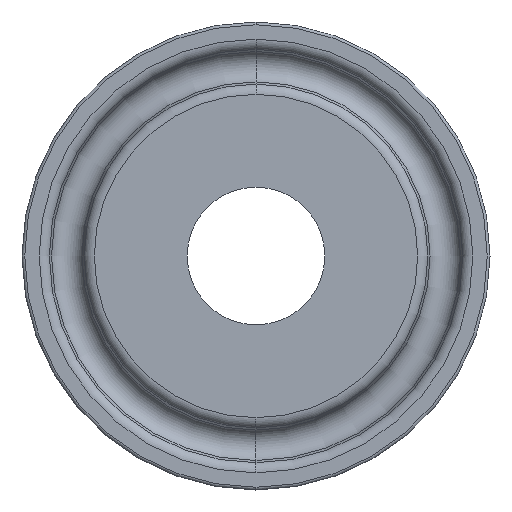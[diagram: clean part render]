
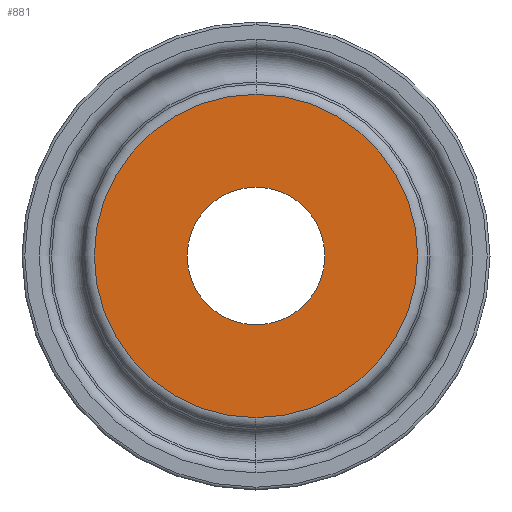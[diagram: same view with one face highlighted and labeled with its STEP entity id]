
A CAD part, left-side view. The second image highlights one B-rep face of the part: STEP entity #881.
In plain terms, the highlighted planar face has unit normal (-1, 0, 0).
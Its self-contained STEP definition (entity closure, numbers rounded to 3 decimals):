
#16 = CIRCLE ( 'NONE', #348, 11.747 ) ;
#30 = DIRECTION ( 'NONE',  ( 0., 0., 1. ) ) ;
#55 = EDGE_CURVE ( 'NONE', #1115, #681, #1133, .T. ) ;
#79 = CARTESIAN_POINT ( 'NONE',  ( 0., 0., 0. ) ) ;
#91 = AXIS2_PLACEMENT_3D ( 'NONE', #253, #193, #819 ) ;
#143 = CARTESIAN_POINT ( 'NONE',  ( 0., 0., 11.747 ) ) ;
#155 = EDGE_CURVE ( 'NONE', #681, #1115, #299, .T. ) ;
#193 = DIRECTION ( 'NONE',  ( 1., 0., 0. ) ) ;
#219 = CARTESIAN_POINT ( 'NONE',  ( 0., 0., -5. ) ) ;
#229 = VERTEX_POINT ( 'NONE', #437 ) ;
#235 = VERTEX_POINT ( 'NONE', #143 ) ;
#253 = CARTESIAN_POINT ( 'NONE',  ( 0., 5., 0. ) ) ;
#256 = EDGE_CURVE ( 'NONE', #235, #229, #1195, .T. ) ;
#299 = CIRCLE ( 'NONE', #816, 5. ) ;
#332 = CARTESIAN_POINT ( 'NONE',  ( 0., 0., 0. ) ) ;
#337 = EDGE_LOOP ( 'NONE', ( #845, #446 ) ) ;
#348 = AXIS2_PLACEMENT_3D ( 'NONE', #79, #1006, #1187 ) ;
#370 = FACE_BOUND ( 'NONE', #929, .T. ) ;
#410 = DIRECTION ( 'NONE',  ( -1., 0., 0. ) ) ;
#437 = CARTESIAN_POINT ( 'NONE',  ( 0., 0., -11.747 ) ) ;
#446 = ORIENTED_EDGE ( 'NONE', *, *, #926, .T. ) ;
#508 = DIRECTION ( 'NONE',  ( 0., 0., 1. ) ) ;
#610 = AXIS2_PLACEMENT_3D ( 'NONE', #332, #696, #1068 ) ;
#664 = AXIS2_PLACEMENT_3D ( 'NONE', #1018, #410, #30 ) ;
#681 = VERTEX_POINT ( 'NONE', #219 ) ;
#694 = ORIENTED_EDGE ( 'NONE', *, *, #55, .F. ) ;
#696 = DIRECTION ( 'NONE',  ( -1., 0., 0. ) ) ;
#716 = CARTESIAN_POINT ( 'NONE',  ( 0., 0., 0. ) ) ;
#771 = CARTESIAN_POINT ( 'NONE',  ( 0., 0., 5. ) ) ;
#816 = AXIS2_PLACEMENT_3D ( 'NONE', #716, #1167, #508 ) ;
#819 = DIRECTION ( 'NONE',  ( 0., 0., -1. ) ) ;
#845 = ORIENTED_EDGE ( 'NONE', *, *, #256, .T. ) ;
#881 = ADVANCED_FACE ( 'NONE', ( #370, #919 ), #1199, .F. ) ;
#919 = FACE_OUTER_BOUND ( 'NONE', #337, .T. ) ;
#926 = EDGE_CURVE ( 'NONE', #229, #235, #16, .T. ) ;
#929 = EDGE_LOOP ( 'NONE', ( #694, #1185 ) ) ;
#1006 = DIRECTION ( 'NONE',  ( -1., 0., 0. ) ) ;
#1018 = CARTESIAN_POINT ( 'NONE',  ( 0., 0., 0. ) ) ;
#1068 = DIRECTION ( 'NONE',  ( 0., 0., 1. ) ) ;
#1115 = VERTEX_POINT ( 'NONE', #771 ) ;
#1133 = CIRCLE ( 'NONE', #664, 5. ) ;
#1167 = DIRECTION ( 'NONE',  ( -1., 0., 0. ) ) ;
#1185 = ORIENTED_EDGE ( 'NONE', *, *, #155, .F. ) ;
#1187 = DIRECTION ( 'NONE',  ( 0., 0., 1. ) ) ;
#1195 = CIRCLE ( 'NONE', #610, 11.747 ) ;
#1199 = PLANE ( 'NONE',  #91 ) ;
